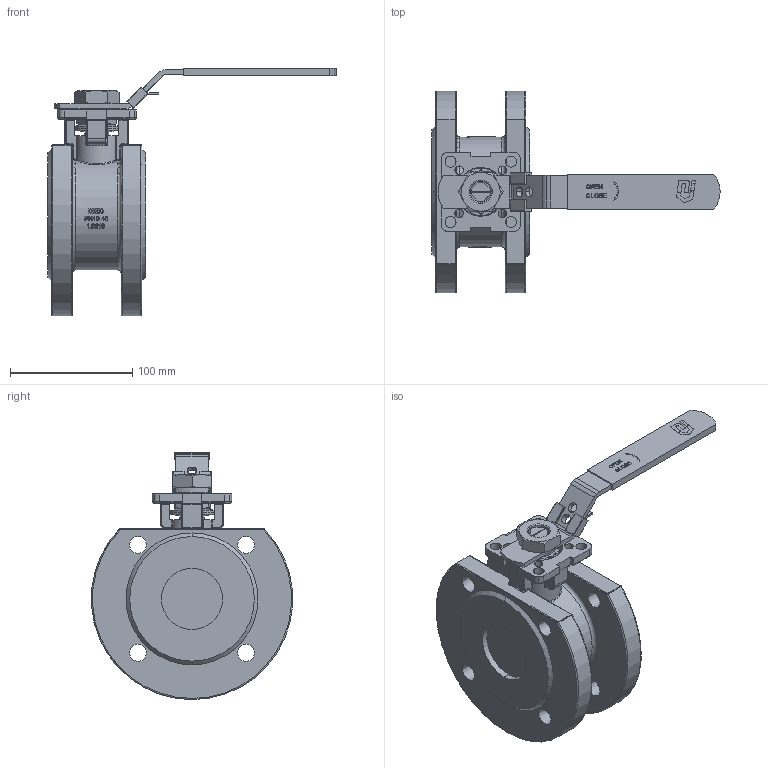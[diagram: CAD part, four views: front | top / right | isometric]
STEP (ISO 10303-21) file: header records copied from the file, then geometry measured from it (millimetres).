
FILE_DESCRIPTION(('HOOPS Exchange Step'),'2;1');
FILE_NAME('FK0301_DN50.stp','2025-07-24T11:56:48+02:00',('nieru'),('Unknown organisation'),'HOOPS Exchange 2024.2','HOOPS Exchange','Unknown authorisation');
FILE_SCHEMA( ('AP203_CONFIGURATION_CONTROLLED_3D_DESIGN_OF_MECHANICAL_PARTS_AND_ASSEMBLIES_MIM_LF') );
Length unit declared in the file: millimetre
Products named in the file (2): 0; root
Assembly tree (1 placements, depth 2):
  root
    0
Bounding box: 236 x 164.63 x 202.5 mm (x, y, z)
Volume: 1032590.2 mm3; surface area: 140818.5 mm2
Topology: 1 solids, 1 shells, 1448 faces, 4164 edges, 2644 vertices
Faces by surface type: cylinder 508, plane 486, bspline 287, cone 67, torus 64, sphere 36
Entity records: 74966 total; most frequent: CARTESIAN_POINT 40144, ORIENTED_EDGE 8240, DIRECTION 5887, EDGE_CURVE 4120, VERTEX_POINT 2643, AXIS2_PLACEMENT_3D 2069, VECTOR 1749, LINE 1749
